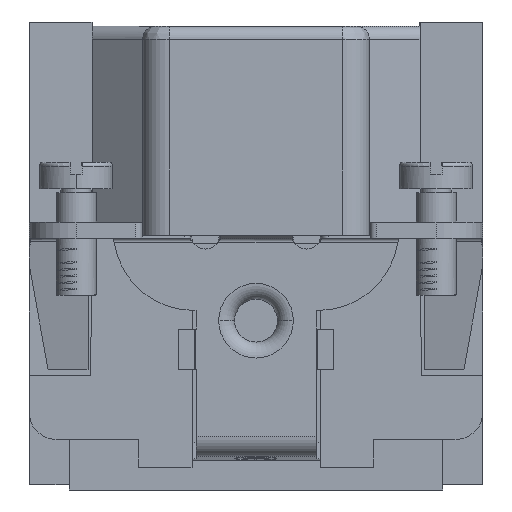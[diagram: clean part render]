
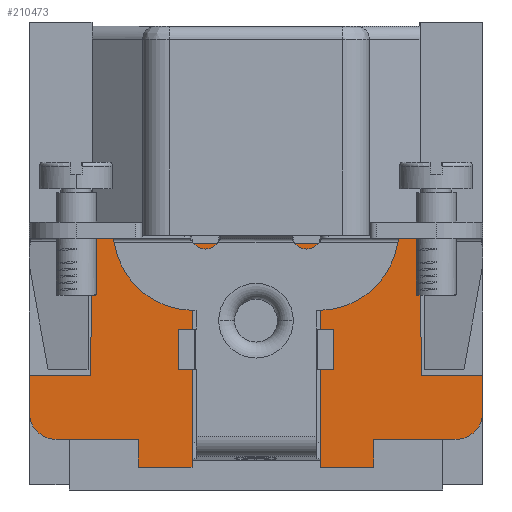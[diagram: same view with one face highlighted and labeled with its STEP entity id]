
A CAD part, front view. The second image highlights one B-rep face of the part: STEP entity #210473.
In plain terms, the highlighted planar face has unit normal (0, -1, 0).
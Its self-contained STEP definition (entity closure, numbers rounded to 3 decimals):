
#47632=DIRECTION('',(0.,0.,-1.));
#47633=VECTOR('',#47632,2.8);
#47634=CARTESIAN_POINT('',(-17.,-31.75,-9.5));
#47635=LINE('',#47634,#47633);
#47653=DIRECTION('',(1.,0.,0.));
#47654=VECTOR('',#47653,6.17);
#47655=CARTESIAN_POINT('',(-15.,-31.75,-14.3));
#47656=LINE('',#47655,#47654);
#47673=CARTESIAN_POINT('',(-15.,-31.75,-12.3));
#47674=DIRECTION('',(0.,-1.,0.));
#47675=DIRECTION('',(-1.,0.,0.));
#47676=AXIS2_PLACEMENT_3D('',#47673,#47674,#47675);
#47678=DIRECTION('',(0.009,0.,1.));
#47679=VECTOR('',#47678,11.5);
#47680=CARTESIAN_POINT('',(-12.4,-31.75,-9.5));
#47681=LINE('',#47680,#47679);
#47682=DIRECTION('',(1.,0.,0.));
#47683=VECTOR('',#47682,6.25);
#47684=CARTESIAN_POINT('',(-12.3,-31.75,2.));
#47685=LINE('',#47684,#47683);
#47686=DIRECTION('',(0.,0.,-1.));
#47687=VECTOR('',#47686,1.6);
#47688=CARTESIAN_POINT('',(-6.05,-31.75,2.));
#47689=LINE('',#47688,#47687);
#47690=DIRECTION('',(1.,0.,0.));
#47691=VECTOR('',#47690,2.028);
#47692=CARTESIAN_POINT('',(10.272,-31.75,2.));
#47693=LINE('',#47692,#47691);
#47694=DIRECTION('',(0.009,0.,-1.));
#47695=VECTOR('',#47694,11.5);
#47696=CARTESIAN_POINT('',(12.3,-31.75,2.));
#47697=LINE('',#47696,#47695);
#47698=DIRECTION('',(0.,0.,-1.));
#47699=VECTOR('',#47698,2.8);
#47700=CARTESIAN_POINT('',(17.,-31.75,-9.5));
#47701=LINE('',#47700,#47699);
#47702=CARTESIAN_POINT('',(15.,-31.75,-12.3));
#47703=DIRECTION('',(0.,-1.,0.));
#47704=DIRECTION('',(0.,0.,-1.));
#47705=AXIS2_PLACEMENT_3D('',#47702,#47703,#47704);
#47707=DIRECTION('',(-1.,0.,0.));
#47708=VECTOR('',#47707,4.021);
#47709=CARTESIAN_POINT('',(8.821,-31.75,-16.4));
#47710=LINE('',#47709,#47708);
#47711=DIRECTION('',(-1.,0.,0.));
#47712=VECTOR('',#47711,4.03);
#47713=CARTESIAN_POINT('',(-4.8,-31.75,-16.4));
#47714=LINE('',#47713,#47712);
#47715=DIRECTION('',(0.,0.,1.));
#47716=VECTOR('',#47715,2.1);
#47717=CARTESIAN_POINT('',(-8.83,-31.75,-16.4));
#47718=LINE('',#47717,#47716);
#47719=DIRECTION('',(-1.,0.,0.));
#47720=VECTOR('',#47719,4.6);
#47721=CARTESIAN_POINT('',(-12.4,-31.75,-9.5));
#47722=LINE('',#47721,#47720);
#49459=DIRECTION('',(-1.,0.,0.));
#49460=VECTOR('',#49459,4.6);
#49461=CARTESIAN_POINT('',(17.,-31.75,-9.5));
#49462=LINE('',#49461,#49460);
#49576=DIRECTION('',(0.,0.,-1.));
#49577=VECTOR('',#49576,1.6);
#49578=CARTESIAN_POINT('',(10.272,-31.75,2.));
#49579=LINE('',#49578,#49577);
#49598=DIRECTION('',(-1.,0.,0.));
#49599=VECTOR('',#49598,16.322);
#49600=CARTESIAN_POINT('',(10.272,-31.75,0.4));
#49601=LINE('',#49600,#49599);
#56972=DIRECTION('',(1.,0.,0.));
#56973=VECTOR('',#56972,6.179);
#56974=CARTESIAN_POINT('',(8.821,-31.75,-14.3));
#56975=LINE('',#56974,#56973);
#57024=DIRECTION('',(0.,0.,1.));
#57025=VECTOR('',#57024,14.9);
#57026=CARTESIAN_POINT('',(-4.8,-31.75,-16.4));
#57027=LINE('',#57026,#57025);
#57036=DIRECTION('',(1.,0.,0.));
#57037=VECTOR('',#57036,9.6);
#57038=CARTESIAN_POINT('',(-4.8,-31.75,-1.5));
#57039=LINE('',#57038,#57037);
#57044=DIRECTION('',(0.,0.,-1.));
#57045=VECTOR('',#57044,14.9);
#57046=CARTESIAN_POINT('',(4.8,-31.75,-1.5));
#57047=LINE('',#57046,#57045);
#57084=DIRECTION('',(0.,0.,1.));
#57085=VECTOR('',#57084,2.1);
#57086=CARTESIAN_POINT('',(8.821,-31.75,-16.4));
#57087=LINE('',#57086,#57085);
#135828=CARTESIAN_POINT('',(10.272,-31.75,2.));
#135830=VERTEX_POINT('',#135828);
#135832=CARTESIAN_POINT('',(10.272,-31.75,0.4));
#135833=VERTEX_POINT('',#135832);
#135852=CARTESIAN_POINT('',(4.8,-31.75,-1.5));
#135853=CARTESIAN_POINT('',(4.8,-31.75,-16.4));
#135854=VERTEX_POINT('',#135852);
#135855=VERTEX_POINT('',#135853);
#135856=CARTESIAN_POINT('',(-4.8,-31.75,-1.5));
#135857=VERTEX_POINT('',#135856);
#135858=CARTESIAN_POINT('',(-4.8,-31.75,-16.4));
#135859=VERTEX_POINT('',#135858);
#135860=CARTESIAN_POINT('',(-8.83,-31.75,-16.4));
#135861=VERTEX_POINT('',#135860);
#135862=CARTESIAN_POINT('',(-8.83,-31.75,-14.3));
#135863=VERTEX_POINT('',#135862);
#135864=CARTESIAN_POINT('',(-6.05,-31.75,2.));
#135865=CARTESIAN_POINT('',(-6.05,-31.75,0.4));
#135866=VERTEX_POINT('',#135864);
#135867=VERTEX_POINT('',#135865);
#135868=CARTESIAN_POINT('',(8.821,-31.75,-16.4));
#135869=CARTESIAN_POINT('',(8.821,-31.75,-14.3));
#135870=VERTEX_POINT('',#135868);
#135871=VERTEX_POINT('',#135869);
#136570=CARTESIAN_POINT('',(-17.,-31.75,-9.5));
#136572=VERTEX_POINT('',#136570);
#136587=CARTESIAN_POINT('',(17.,-31.75,-9.5));
#136589=VERTEX_POINT('',#136587);
#136652=CARTESIAN_POINT('',(12.3,-31.75,2.));
#136653=VERTEX_POINT('',#136652);
#136654=CARTESIAN_POINT('',(-12.3,-31.75,2.));
#136655=VERTEX_POINT('',#136654);
#136656=CARTESIAN_POINT('',(-12.4,-31.75,-9.5));
#136657=VERTEX_POINT('',#136656);
#136658=CARTESIAN_POINT('',(12.4,-31.75,-9.5));
#136659=VERTEX_POINT('',#136658);
#136708=CARTESIAN_POINT('',(-17.,-31.75,-12.3));
#136709=VERTEX_POINT('',#136708);
#136710=CARTESIAN_POINT('',(-15.,-31.75,-14.3));
#136711=VERTEX_POINT('',#136710);
#136716=CARTESIAN_POINT('',(15.,-31.75,-14.3));
#136717=VERTEX_POINT('',#136716);
#136718=CARTESIAN_POINT('',(17.,-31.75,-12.3));
#136719=VERTEX_POINT('',#136718);
#210427=CARTESIAN_POINT('',(14.516,-31.75,-18.1));
#210428=DIRECTION('',(0.,-1.,0.));
#210429=DIRECTION('',(-1.,0.,0.));
#210430=AXIS2_PLACEMENT_3D('',#210427,#210428,#210429);
#210431=PLANE('',#210430);
#210432=ORIENTED_EDGE('',*,*,#210384,.F.);
#210433=ORIENTED_EDGE('',*,*,#210371,.F.);
#210435=ORIENTED_EDGE('',*,*,#210434,.F.);
#210437=ORIENTED_EDGE('',*,*,#210436,.T.);
#210439=ORIENTED_EDGE('',*,*,#210438,.T.);
#210441=ORIENTED_EDGE('',*,*,#210440,.T.);
#210443=ORIENTED_EDGE('',*,*,#210442,.F.);
#210445=ORIENTED_EDGE('',*,*,#210444,.F.);
#210447=ORIENTED_EDGE('',*,*,#210446,.T.);
#210449=ORIENTED_EDGE('',*,*,#210448,.T.);
#210451=ORIENTED_EDGE('',*,*,#210450,.F.);
#210452=ORIENTED_EDGE('',*,*,#188655,.T.);
#210453=ORIENTED_EDGE('',*,*,#188780,.F.);
#210455=ORIENTED_EDGE('',*,*,#210454,.F.);
#210457=ORIENTED_EDGE('',*,*,#210456,.F.);
#210459=ORIENTED_EDGE('',*,*,#210458,.T.);
#210461=ORIENTED_EDGE('',*,*,#210460,.F.);
#210463=ORIENTED_EDGE('',*,*,#210462,.F.);
#210465=ORIENTED_EDGE('',*,*,#210464,.F.);
#210467=ORIENTED_EDGE('',*,*,#210466,.T.);
#210469=ORIENTED_EDGE('',*,*,#210468,.T.);
#210470=ORIENTED_EDGE('',*,*,#210412,.F.);
#210471=EDGE_LOOP('',(#210432,#210433,#210435,#210437,#210439,#210441,#210443,
#210445,#210447,#210449,#210451,#210452,#210453,#210455,#210457,#210459,#210461,
#210463,#210465,#210467,#210469,#210470));
#210472=FACE_OUTER_BOUND('',#210471,.F.);
#210473=ADVANCED_FACE('',(#210472),#210431,.T.);
#47677=CIRCLE('',#47676,2.);
#47706=CIRCLE('',#47705,2.);
#188655=EDGE_CURVE('',#136589,#136719,#47701,.T.);
#188780=EDGE_CURVE('',#136717,#136719,#47706,.T.);
#210371=EDGE_CURVE('',#136572,#136709,#47635,.T.);
#210384=EDGE_CURVE('',#136709,#136711,#47677,.T.);
#210412=EDGE_CURVE('',#136711,#135863,#47656,.T.);
#210434=EDGE_CURVE('',#136657,#136572,#47722,.T.);
#210436=EDGE_CURVE('',#136657,#136655,#47681,.T.);
#210438=EDGE_CURVE('',#136655,#135866,#47685,.T.);
#210440=EDGE_CURVE('',#135866,#135867,#47689,.T.);
#210442=EDGE_CURVE('',#135833,#135867,#49601,.T.);
#210444=EDGE_CURVE('',#135830,#135833,#49579,.T.);
#210446=EDGE_CURVE('',#135830,#136653,#47693,.T.);
#210448=EDGE_CURVE('',#136653,#136659,#47697,.T.);
#210450=EDGE_CURVE('',#136589,#136659,#49462,.T.);
#210454=EDGE_CURVE('',#135871,#136717,#56975,.T.);
#210456=EDGE_CURVE('',#135870,#135871,#57087,.T.);
#210458=EDGE_CURVE('',#135870,#135855,#47710,.T.);
#210460=EDGE_CURVE('',#135854,#135855,#57047,.T.);
#210462=EDGE_CURVE('',#135857,#135854,#57039,.T.);
#210464=EDGE_CURVE('',#135859,#135857,#57027,.T.);
#210466=EDGE_CURVE('',#135859,#135861,#47714,.T.);
#210468=EDGE_CURVE('',#135861,#135863,#47718,.T.);
